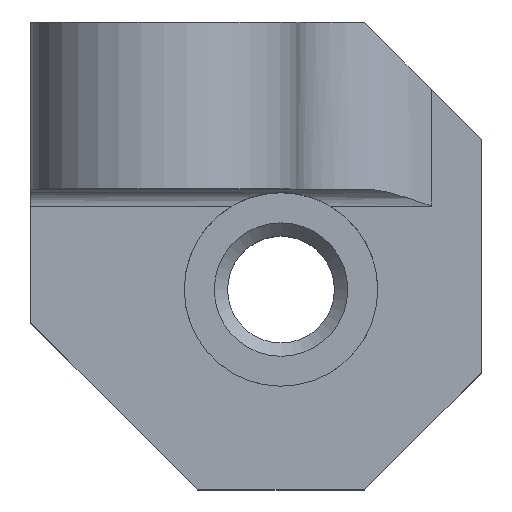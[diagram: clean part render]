
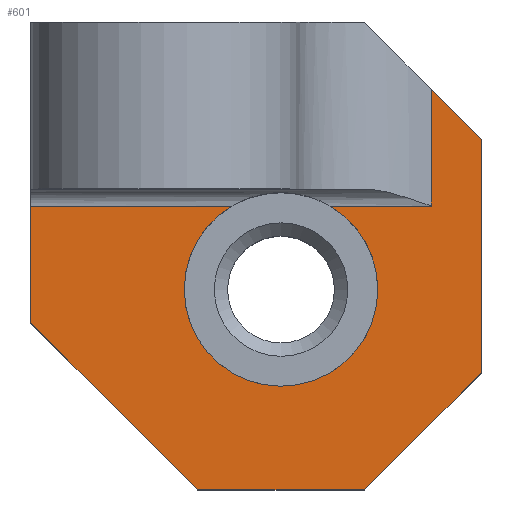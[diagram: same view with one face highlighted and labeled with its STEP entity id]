
A CAD part, top view. The second image highlights one B-rep face of the part: STEP entity #601.
In plain terms, the highlighted planar face has unit normal (0, 0, 1).
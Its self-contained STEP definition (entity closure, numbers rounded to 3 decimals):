
#24=PLANE('',#650);
#50=FACE_OUTER_BOUND('',#84,.T.);
#84=EDGE_LOOP('',(#426,#427,#428,#429,#430,#431,#432,#433,#434,#435,#436));
#123=CIRCLE('',#651,2.9);
#124=CIRCLE('',#652,2.9);
#137=LINE('',#885,#206);
#139=LINE('',#897,#208);
#140=LINE('',#900,#209);
#141=LINE('',#902,#210);
#142=LINE('',#904,#211);
#143=LINE('',#906,#212);
#144=LINE('',#908,#213);
#145=LINE('',#910,#214);
#146=LINE('',#911,#215);
#206=VECTOR('',#702,10.);
#208=VECTOR('',#706,10.);
#209=VECTOR('',#709,10.);
#210=VECTOR('',#710,10.);
#211=VECTOR('',#711,10.);
#212=VECTOR('',#712,10.);
#213=VECTOR('',#713,10.);
#214=VECTOR('',#714,10.);
#215=VECTOR('',#715,10.);
#277=VERTEX_POINT('',#871);
#278=VERTEX_POINT('',#872);
#279=VERTEX_POINT('',#884);
#282=VERTEX_POINT('',#895);
#283=VERTEX_POINT('',#899);
#284=VERTEX_POINT('',#901);
#285=VERTEX_POINT('',#903);
#286=VERTEX_POINT('',#905);
#287=VERTEX_POINT('',#907);
#288=VERTEX_POINT('',#909);
#289=VERTEX_POINT('',#912);
#334=EDGE_CURVE('',#277,#279,#137,.T.);
#338=EDGE_CURVE('',#282,#278,#139,.T.);
#339=EDGE_CURVE('',#282,#283,#140,.T.);
#340=EDGE_CURVE('',#284,#283,#141,.T.);
#341=EDGE_CURVE('',#284,#285,#142,.T.);
#342=EDGE_CURVE('',#286,#285,#143,.T.);
#343=EDGE_CURVE('',#286,#287,#144,.T.);
#344=EDGE_CURVE('',#288,#287,#145,.T.);
#345=EDGE_CURVE('',#279,#288,#146,.T.);
#346=EDGE_CURVE('',#277,#289,#123,.T.);
#347=EDGE_CURVE('',#289,#278,#124,.T.);
#426=ORIENTED_EDGE('',*,*,#338,.F.);
#427=ORIENTED_EDGE('',*,*,#339,.T.);
#428=ORIENTED_EDGE('',*,*,#340,.F.);
#429=ORIENTED_EDGE('',*,*,#341,.T.);
#430=ORIENTED_EDGE('',*,*,#342,.F.);
#431=ORIENTED_EDGE('',*,*,#343,.T.);
#432=ORIENTED_EDGE('',*,*,#344,.F.);
#433=ORIENTED_EDGE('',*,*,#345,.F.);
#434=ORIENTED_EDGE('',*,*,#334,.F.);
#435=ORIENTED_EDGE('',*,*,#346,.T.);
#436=ORIENTED_EDGE('',*,*,#347,.T.);
#601=ADVANCED_FACE('',(#50),#24,.T.);
#650=AXIS2_PLACEMENT_3D('',#898,#707,#708);
#651=AXIS2_PLACEMENT_3D('',#913,#716,#717);
#652=AXIS2_PLACEMENT_3D('',#914,#718,#719);
#702=DIRECTION('',(1.,0.,0.));
#706=DIRECTION('',(1.,0.,0.));
#707=DIRECTION('center_axis',(0.,0.,1.));
#708=DIRECTION('ref_axis',(1.,0.,0.));
#709=DIRECTION('',(0.,-1.,0.));
#710=DIRECTION('',(-0.707,0.707,0.));
#711=DIRECTION('',(1.,0.,0.));
#712=DIRECTION('',(-0.707,-0.707,0.));
#713=DIRECTION('',(0.,1.,0.));
#714=DIRECTION('',(0.707,-0.707,0.));
#715=DIRECTION('',(0.,1.,0.));
#716=DIRECTION('center_axis',(0.,0.,-1.));
#717=DIRECTION('ref_axis',(1.,0.,0.));
#718=DIRECTION('center_axis',(0.,0.,-1.));
#719=DIRECTION('ref_axis',(1.,0.,0.));
#871=CARTESIAN_POINT('',(8.97,8.5,6.));
#872=CARTESIAN_POINT('',(6.03,8.5,6.));
#884=CARTESIAN_POINT('',(12.,8.5,6.));
#885=CARTESIAN_POINT('',(3.375,8.5,6.));
#895=CARTESIAN_POINT('',(0.,8.5,6.));
#897=CARTESIAN_POINT('',(3.375,8.5,6.));
#898=CARTESIAN_POINT('Origin',(6.75,7.,6.));
#899=CARTESIAN_POINT('',(0.,5.,6.));
#900=CARTESIAN_POINT('',(0.,14.,6.));
#901=CARTESIAN_POINT('',(5.,0.,6.));
#902=CARTESIAN_POINT('',(2.438,2.563,6.));
#903=CARTESIAN_POINT('',(10.,0.,6.));
#904=CARTESIAN_POINT('',(0.,0.,6.));
#905=CARTESIAN_POINT('',(13.5,3.5,6.));
#906=CARTESIAN_POINT('',(11.813,1.813,6.));
#907=CARTESIAN_POINT('',(13.5,10.5,6.));
#908=CARTESIAN_POINT('',(13.5,0.,6.));
#909=CARTESIAN_POINT('',(12.,12.,6.));
#910=CARTESIAN_POINT('',(11.813,12.188,6.));
#911=CARTESIAN_POINT('',(12.,8.,6.));
#912=CARTESIAN_POINT('',(4.6,6.,6.));
#913=CARTESIAN_POINT('Origin',(7.5,6.,6.));
#914=CARTESIAN_POINT('Origin',(7.5,6.,6.));
